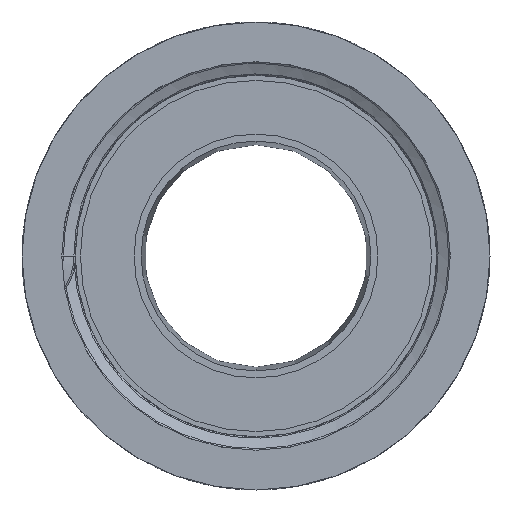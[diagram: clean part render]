
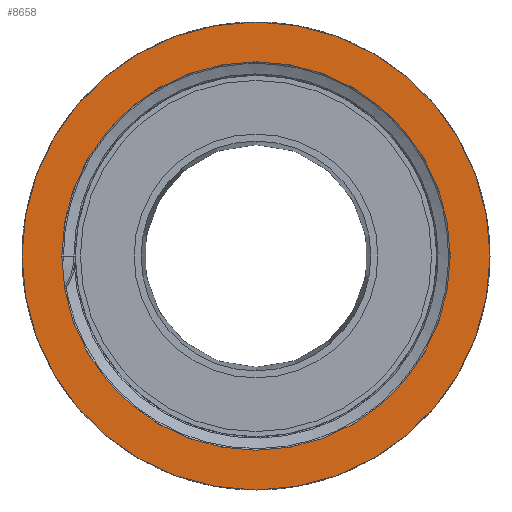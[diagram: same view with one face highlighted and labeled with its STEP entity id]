
A CAD part, left-side view. The second image highlights one B-rep face of the part: STEP entity #8658.
In plain terms, the highlighted planar face has unit normal (-1, 0, 0).
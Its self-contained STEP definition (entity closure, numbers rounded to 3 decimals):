
#51 = VERTEX_POINT ( 'NONE', #400 ) ;
#52 = VERTEX_POINT ( 'NONE', #401 ) ;
#322 = EDGE_LOOP ( 'NONE', ( #5459, #5460 ) ) ;
#344 = EDGE_LOOP ( 'NONE', ( #5461, #5462 ) ) ;
#400 = CARTESIAN_POINT ( 'NONE',  ( 0., 0., 20.955 ) ) ;
#401 = CARTESIAN_POINT ( 'NONE',  ( 0., 0., -20.955 ) ) ;
#890 = CIRCLE ( 'NONE', #892, 25.25 ) ;
#892 = AXIS2_PLACEMENT_3D ( 'NONE', #4980, #4981, #4982 ) ;
#973 = CIRCLE ( 'NONE', #975, 20.955 ) ;
#975 = AXIS2_PLACEMENT_3D ( 'NONE', #1409, #1410, #1411 ) ;
#976 = CIRCLE ( 'NONE', #977, 20.955 ) ;
#977 = AXIS2_PLACEMENT_3D ( 'NONE', #1628, #1629, #1630 ) ;
#1047 = CIRCLE ( 'NONE', #1049, 25.25 ) ;
#1049 = AXIS2_PLACEMENT_3D ( 'NONE', #1987, #1988, #1989 ) ;
#1179 = AXIS2_PLACEMENT_3D ( 'NONE', #4103, #4115, #4116 ) ;
#1409 = CARTESIAN_POINT ( 'NONE',  ( 0., 0., 0. ) ) ;
#1410 = DIRECTION ( 'NONE',  ( -1., 0., 0. ) ) ;
#1411 = DIRECTION ( 'NONE',  ( 0., 0., 1. ) ) ;
#1628 = CARTESIAN_POINT ( 'NONE',  ( 0., 0., 0. ) ) ;
#1629 = DIRECTION ( 'NONE',  ( -1., 0., 0. ) ) ;
#1630 = DIRECTION ( 'NONE',  ( 0., 0., 1. ) ) ;
#1987 = CARTESIAN_POINT ( 'NONE',  ( 0., 0., 0. ) ) ;
#1988 = DIRECTION ( 'NONE',  ( -1., 0., 0. ) ) ;
#1989 = DIRECTION ( 'NONE',  ( 0., 0., 1. ) ) ;
#2998 = VERTEX_POINT ( 'NONE', #4730 ) ;
#2999 = VERTEX_POINT ( 'NONE', #4731 ) ;
#4103 = CARTESIAN_POINT ( 'NONE',  ( 0., 0., -20.955 ) ) ;
#4108 = FACE_OUTER_BOUND ( 'NONE', #344, .T. ) ;
#4112 = FACE_BOUND ( 'NONE', #322, .T. ) ;
#4113 = PLANE ( 'NONE',  #1179 ) ;
#4115 = DIRECTION ( 'NONE',  ( 1., 0., 0. ) ) ;
#4116 = DIRECTION ( 'NONE',  ( 0., 0., -1. ) ) ;
#4730 = CARTESIAN_POINT ( 'NONE',  ( 0., 0., 25.25 ) ) ;
#4731 = CARTESIAN_POINT ( 'NONE',  ( 0., 0., -25.25 ) ) ;
#4980 = CARTESIAN_POINT ( 'NONE',  ( 0., 0., 0. ) ) ;
#4981 = DIRECTION ( 'NONE',  ( -1., 0., 0. ) ) ;
#4982 = DIRECTION ( 'NONE',  ( 0., 0., 1. ) ) ;
#5059 = EDGE_CURVE ( 'NONE', #2998, #2999, #890, .T. ) ;
#5155 = EDGE_CURVE ( 'NONE', #52, #51, #973, .T. ) ;
#5177 = EDGE_CURVE ( 'NONE', #51, #52, #976, .T. ) ;
#5240 = EDGE_CURVE ( 'NONE', #2999, #2998, #1047, .T. ) ;
#5459 = ORIENTED_EDGE ( 'NONE', *, *, #5177, .F. ) ;
#5460 = ORIENTED_EDGE ( 'NONE', *, *, #5155, .F. ) ;
#5461 = ORIENTED_EDGE ( 'NONE', *, *, #5059, .T. ) ;
#5462 = ORIENTED_EDGE ( 'NONE', *, *, #5240, .T. ) ;
#8658 = ADVANCED_FACE ( 'NONE', ( #4112, #4108 ), #4113, .F. ) ;
